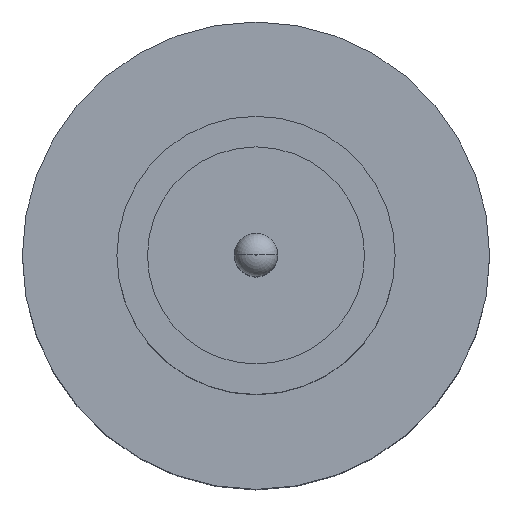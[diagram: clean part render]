
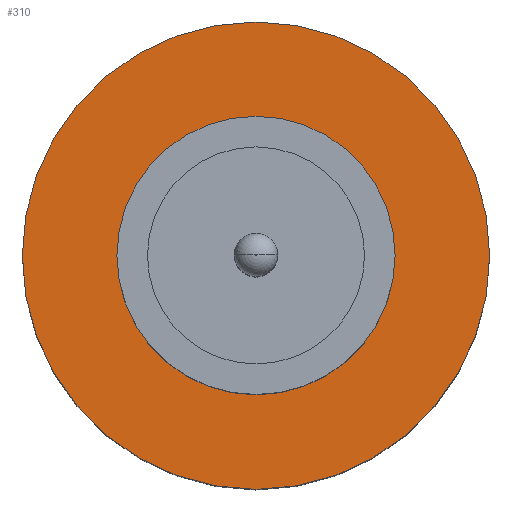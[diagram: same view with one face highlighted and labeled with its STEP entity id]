
A CAD part, top view. The second image highlights one B-rep face of the part: STEP entity #310.
In plain terms, the highlighted planar face has unit normal (0, 0, 1).
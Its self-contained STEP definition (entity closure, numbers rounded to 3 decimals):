
#6 = ORIENTED_EDGE ( 'NONE', *, *, #71, .T. ) ;
#21 = CARTESIAN_POINT ( 'NONE',  ( -1.25, 0., 1.55 ) ) ;
#33 = EDGE_LOOP ( 'NONE', ( #92, #6 ) ) ;
#37 = CIRCLE ( 'NONE', #672, 1.25 ) ;
#64 = AXIS2_PLACEMENT_3D ( 'NONE', #106, #110, #251 ) ;
#71 = EDGE_CURVE ( 'NONE', #226, #975, #151, .T. ) ;
#75 = EDGE_CURVE ( 'NONE', #742, #505, #37, .T. ) ;
#81 = EDGE_CURVE ( 'NONE', #975, #226, #538, .T. ) ;
#92 = ORIENTED_EDGE ( 'NONE', *, *, #81, .T. ) ;
#106 = CARTESIAN_POINT ( 'NONE',  ( 0., 0., 1.55 ) ) ;
#110 = DIRECTION ( 'NONE',  ( 0., 0., 1. ) ) ;
#128 = DIRECTION ( 'NONE',  ( 1., 0., 0. ) ) ;
#151 = CIRCLE ( 'NONE', #172, 2.1 ) ;
#157 = EDGE_LOOP ( 'NONE', ( #674, #937 ) ) ;
#172 = AXIS2_PLACEMENT_3D ( 'NONE', #582, #891, #892 ) ;
#176 = DIRECTION ( 'NONE',  ( 0., 0., 1. ) ) ;
#226 = VERTEX_POINT ( 'NONE', #590 ) ;
#251 = DIRECTION ( 'NONE',  ( 1., 0., 0. ) ) ;
#310 = ADVANCED_FACE ( 'NONE', ( #399, #900 ), #434, .T. ) ;
#329 = CARTESIAN_POINT ( 'NONE',  ( 0., 0., 1.55 ) ) ;
#348 = EDGE_CURVE ( 'NONE', #505, #742, #838, .T. ) ;
#356 = CARTESIAN_POINT ( 'NONE',  ( 1.25, 0., 1.55 ) ) ;
#399 = FACE_BOUND ( 'NONE', #157, .T. ) ;
#414 = AXIS2_PLACEMENT_3D ( 'NONE', #447, #842, #772 ) ;
#434 = PLANE ( 'NONE',  #617 ) ;
#447 = CARTESIAN_POINT ( 'NONE',  ( 0., 0., 1.55 ) ) ;
#505 = VERTEX_POINT ( 'NONE', #21 ) ;
#538 = CIRCLE ( 'NONE', #64, 2.1 ) ;
#582 = CARTESIAN_POINT ( 'NONE',  ( 0., 0., 1.55 ) ) ;
#590 = CARTESIAN_POINT ( 'NONE',  ( 2.1, 0., 1.55 ) ) ;
#612 = CARTESIAN_POINT ( 'NONE',  ( -2.1, 0., 1.55 ) ) ;
#614 = CARTESIAN_POINT ( 'NONE',  ( 0., 0., 1.55 ) ) ;
#617 = AXIS2_PLACEMENT_3D ( 'NONE', #614, #834, #128 ) ;
#672 = AXIS2_PLACEMENT_3D ( 'NONE', #329, #176, #726 ) ;
#674 = ORIENTED_EDGE ( 'NONE', *, *, #75, .F. ) ;
#726 = DIRECTION ( 'NONE',  ( 1., 0., 0. ) ) ;
#742 = VERTEX_POINT ( 'NONE', #356 ) ;
#772 = DIRECTION ( 'NONE',  ( 1., 0., 0. ) ) ;
#834 = DIRECTION ( 'NONE',  ( 0., 0., 1. ) ) ;
#838 = CIRCLE ( 'NONE', #414, 1.25 ) ;
#842 = DIRECTION ( 'NONE',  ( 0., 0., 1. ) ) ;
#891 = DIRECTION ( 'NONE',  ( 0., 0., 1. ) ) ;
#892 = DIRECTION ( 'NONE',  ( 1., 0., 0. ) ) ;
#900 = FACE_OUTER_BOUND ( 'NONE', #33, .T. ) ;
#937 = ORIENTED_EDGE ( 'NONE', *, *, #348, .F. ) ;
#975 = VERTEX_POINT ( 'NONE', #612 ) ;
